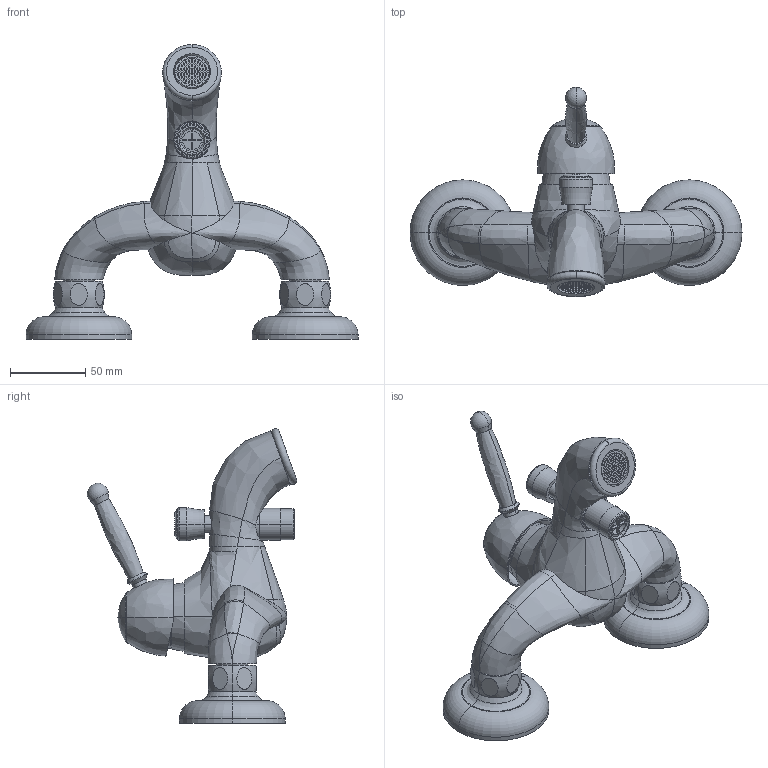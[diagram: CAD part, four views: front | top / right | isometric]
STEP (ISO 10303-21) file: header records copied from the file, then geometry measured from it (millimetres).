
FILE_DESCRIPTION((''),'2;1');
FILE_NAME('GI022CR','2021-11-10T16:46:00',('ut3'),('PAFFONI SpA'),'CREO PARAMETRIC BY PTC INC, 2020044','CREO PARAMETRIC BY PTC INC, 2020044','');
FILE_SCHEMA(('CONFIG_CONTROL_DESIGN','SHAPE_APPEARANCE_LAYERS_GROUPS'));
Products named in the file (1): GI022CR
Bounding box: 220 x 138.73 x 195.33 mm (x, y, z)
Volume: 400612.8 mm3; surface area: 143751.3 mm2
Topology: 4 solids, 9 shells, 2364 faces, 6275 edges, 3987 vertices
Faces by surface type: plane 1301, cylinder 645, torus 155, cone 140, bspline 96, sphere 23, extrusion 4
Entity records: 96114 total; most frequent: CARTESIAN_POINT 20762, ORIENTED_EDGE 12486, DIRECTION 11781, EDGE_CURVE 6243, AXIS2_PLACEMENT_3D 4167, VERTEX_POINT 3987, VECTOR 3447, LINE 3443
